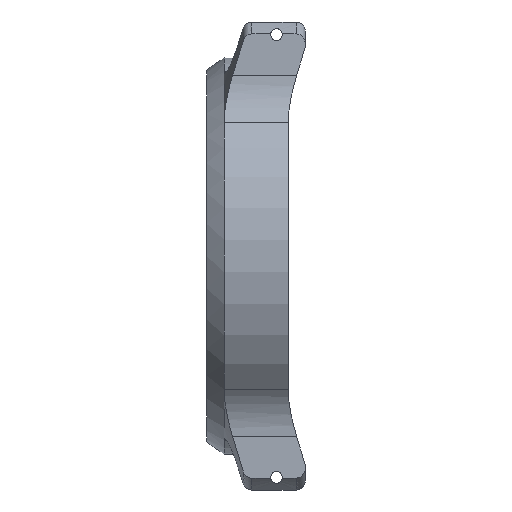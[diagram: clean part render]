
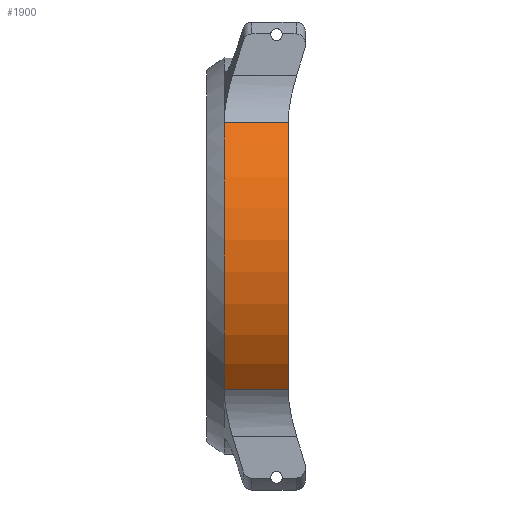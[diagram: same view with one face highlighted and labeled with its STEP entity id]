
A CAD part, left-side view. The second image highlights one B-rep face of the part: STEP entity #1900.
In plain terms, the highlighted cylindrical face has radius 17 mm (diameter 34 mm), a partial arc.
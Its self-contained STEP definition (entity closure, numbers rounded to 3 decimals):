
#23 = CARTESIAN_POINT ( 'NONE',  ( 0., -5.5, 0. ) ) ;
#185 = DIRECTION ( 'NONE',  ( 0., 1., 0. ) ) ;
#451 = EDGE_CURVE ( 'NONE', #2484, #1526, #2308, .T. ) ;
#471 = DIRECTION ( 'NONE',  ( 0., -1., 0. ) ) ;
#565 = CARTESIAN_POINT ( 'NONE',  ( 0., 0., 0. ) ) ;
#660 = EDGE_CURVE ( 'NONE', #1321, #2484, #2283, .T. ) ;
#791 = DIRECTION ( 'NONE',  ( 0., -1., 0. ) ) ;
#1002 = DIRECTION ( 'NONE',  ( 0., 0., -1. ) ) ;
#1075 = CYLINDRICAL_SURFACE ( 'NONE', #1775, 17. ) ;
#1079 = CARTESIAN_POINT ( 'NONE',  ( -12.565, 0., -11.451 ) ) ;
#1259 = CARTESIAN_POINT ( 'NONE',  ( -12.565, 0., 11.451 ) ) ;
#1321 = VERTEX_POINT ( 'NONE', #3006 ) ;
#1374 = AXIS2_PLACEMENT_3D ( 'NONE', #1456, #471, #1908 ) ;
#1434 = ORIENTED_EDGE ( 'NONE', *, *, #660, .T. ) ;
#1456 = CARTESIAN_POINT ( 'NONE',  ( 0., 0., 0. ) ) ;
#1526 = VERTEX_POINT ( 'NONE', #1079 ) ;
#1600 = DIRECTION ( 'NONE',  ( 0., -1., 0. ) ) ;
#1614 = CARTESIAN_POINT ( 'NONE',  ( -12.565, -5.5, -11.451 ) ) ;
#1618 = EDGE_CURVE ( 'NONE', #2317, #1526, #1690, .T. ) ;
#1623 = VECTOR ( 'NONE', #185, 1000. ) ;
#1690 = LINE ( 'NONE', #1703, #1623 ) ;
#1703 = CARTESIAN_POINT ( 'NONE',  ( -12.565, -2.75, -11.451 ) ) ;
#1729 = ORIENTED_EDGE ( 'NONE', *, *, #1618, .F. ) ;
#1775 = AXIS2_PLACEMENT_3D ( 'NONE', #565, #1600, #2332 ) ;
#1822 = EDGE_LOOP ( 'NONE', ( #2739, #1434, #3148, #1729 ) ) ;
#1900 = ADVANCED_FACE ( 'NONE', ( #2795 ), #1075, .T. ) ;
#1908 = DIRECTION ( 'NONE',  ( 0., 0., -1. ) ) ;
#2043 = DIRECTION ( 'NONE',  ( 0., 1., 0. ) ) ;
#2111 = CARTESIAN_POINT ( 'NONE',  ( -12.565, -10., 11.451 ) ) ;
#2245 = AXIS2_PLACEMENT_3D ( 'NONE', #23, #791, #1002 ) ;
#2253 = VECTOR ( 'NONE', #2043, 1000. ) ;
#2283 = LINE ( 'NONE', #2111, #2253 ) ;
#2308 = CIRCLE ( 'NONE', #1374, 17. ) ;
#2317 = VERTEX_POINT ( 'NONE', #1614 ) ;
#2332 = DIRECTION ( 'NONE',  ( 0., 0., -1. ) ) ;
#2484 = VERTEX_POINT ( 'NONE', #1259 ) ;
#2573 = EDGE_CURVE ( 'NONE', #1321, #2317, #3028, .T. ) ;
#2739 = ORIENTED_EDGE ( 'NONE', *, *, #2573, .F. ) ;
#2795 = FACE_OUTER_BOUND ( 'NONE', #1822, .T. ) ;
#3006 = CARTESIAN_POINT ( 'NONE',  ( -12.565, -5.5, 11.451 ) ) ;
#3028 = CIRCLE ( 'NONE', #2245, 17. ) ;
#3148 = ORIENTED_EDGE ( 'NONE', *, *, #451, .T. ) ;
